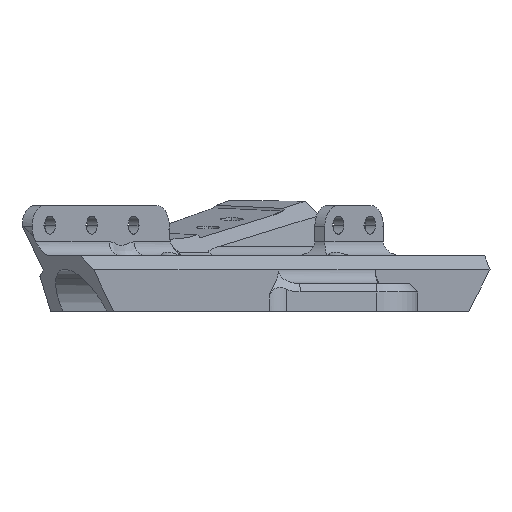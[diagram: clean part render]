
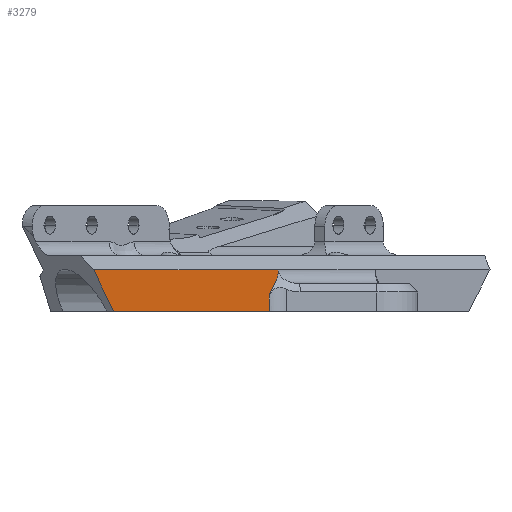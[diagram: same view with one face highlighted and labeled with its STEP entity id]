
A CAD part, left-side view. The second image highlights one B-rep face of the part: STEP entity #3279.
In plain terms, the highlighted planar face has unit normal (-0.6, -0.8, 0).
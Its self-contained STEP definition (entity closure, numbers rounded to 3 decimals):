
#1 = CARTESIAN_POINT ( 'NONE',  ( -1186.136, 659.635, -101.364 ) ) ;
#7 = CARTESIAN_POINT ( 'NONE',  ( -1186.119, 659.622, -101.323 ) ) ;
#13 = CARTESIAN_POINT ( 'NONE',  ( -1264.336, 718.278, -113.3 ) ) ;
#28 = CARTESIAN_POINT ( 'NONE',  ( -1186.093, 659.602, -101.261 ) ) ;
#32 = CARTESIAN_POINT ( 'NONE',  ( -1186.651, 660.02, -102.446 ) ) ;
#68 = CARTESIAN_POINT ( 'NONE',  ( -1186.068, 659.584, -101.199 ) ) ;
#69 = CARTESIAN_POINT ( 'NONE',  ( -1186.019, 659.547, -101.078 ) ) ;
#101 = CARTESIAN_POINT ( 'NONE',  ( -1185.988, 659.524, -100.998 ) ) ;
#127 = CARTESIAN_POINT ( 'NONE',  ( -1185.901, 659.458, -100.764 ) ) ;
#147 = CARTESIAN_POINT ( 'NONE',  ( -1186.651, 660.02, -102.446 ) ) ;
#159 = CARTESIAN_POINT ( 'NONE',  ( -1185.85, 659.42, -100.614 ) ) ;
#202 = CARTESIAN_POINT ( 'NONE',  ( -1185.803, 659.385, -100.464 ) ) ;
#235 = CARTESIAN_POINT ( 'NONE',  ( -1185.801, 659.383, -100.457 ) ) ;
#272 = CARTESIAN_POINT ( 'NONE',  ( -1185.797, 659.38, -100.445 ) ) ;
#307 = CARTESIAN_POINT ( 'NONE',  ( -1185.792, 659.376, -100.427 ) ) ;
#341 = CARTESIAN_POINT ( 'NONE',  ( -1185.779, 659.367, -100.386 ) ) ;
#353 = EDGE_CURVE ( 'NONE', #1557, #5777, #6430, .T. ) ;
#372 = CARTESIAN_POINT ( 'NONE',  ( -1185.755, 659.348, -100.303 ) ) ;
#378 = CARTESIAN_POINT ( 'NONE',  ( -1185.735, 659.334, -100.234 ) ) ;
#379 = CARTESIAN_POINT ( 'NONE',  ( -1185.698, 659.306, -100.095 ) ) ;
#390 = CARTESIAN_POINT ( 'NONE',  ( -1185.675, 659.289, -100.005 ) ) ;
#417 = CARTESIAN_POINT ( 'NONE',  ( -1185.614, 659.243, -99.737 ) ) ;
#437 = CARTESIAN_POINT ( 'NONE',  ( -1185.581, 659.219, -99.564 ) ) ;
#438 = CARTESIAN_POINT ( 'NONE',  ( -1185.552, 659.197, -99.371 ) ) ;
#459 = CARTESIAN_POINT ( 'NONE',  ( -1185.548, 659.194, -99.346 ) ) ;
#467 = CARTESIAN_POINT ( 'NONE',  ( -1185.542, 659.189, -99.3 ) ) ;
#496 = CARTESIAN_POINT ( 'NONE',  ( -1185.532, 659.182, -99.231 ) ) ;
#506 = CARTESIAN_POINT ( 'NONE',  ( -1185.524, 659.176, -99.162 ) ) ;
#527 = CARTESIAN_POINT ( 'NONE',  ( -1185.509, 659.164, -99.027 ) ) ;
#561 = CARTESIAN_POINT ( 'NONE',  ( -1185.501, 659.158, -98.937 ) ) ;
#586 = CARTESIAN_POINT ( 'NONE',  ( -1185.491, 659.151, -98.804 ) ) ;
#611 = CARTESIAN_POINT ( 'NONE',  ( -1185.488, 659.148, -98.756 ) ) ;
#619 = CARTESIAN_POINT ( 'NONE',  ( -1186.146, 659.642, -101.386 ) ) ;
#630 = CARTESIAN_POINT ( 'NONE',  ( -1185.483, 659.145, -98.664 ) ) ;
#640 = CARTESIAN_POINT ( 'NONE',  ( -1185.481, 659.143, -98.618 ) ) ;
#645 = CARTESIAN_POINT ( 'NONE',  ( -1185.475, 659.139, -98.3 ) ) ;
#689 = CARTESIAN_POINT ( 'NONE',  ( -1185.475, 659.138, -98.391 ) ) ;
#855 = CARTESIAN_POINT ( 'NONE',  ( -1185.476, 659.139, -98.482 ) ) ;
#1180 = B_SPLINE_CURVE_WITH_KNOTS ( 'NONE', 3,
 ( #6835, #4136, #3118, #2970, #2930, #2790, #2781, #2335, #2354, #2307, #2273, #1629, #1607, #1550 ),
 .UNSPECIFIED., .F., .F.,
 ( 4, 2, 2, 1, 1, 2, 2, 4 ),
 ( 0., 0.25, 0.375, 0.438, 0.469, 0.484, 0.5, 1. ),
 .UNSPECIFIED. ) ;
#1415 = CARTESIAN_POINT ( 'NONE',  ( -1189.784, 662.37, -113.3 ) ) ;
#1487 = CARTESIAN_POINT ( 'NONE',  ( -1186.291, 659.751, -101.724 ) ) ;
#1550 = CARTESIAN_POINT ( 'NONE',  ( -1189.784, 662.37, -107.333 ) ) ;
#1557 = VERTEX_POINT ( 'NONE', #4869 ) ;
#1607 = CARTESIAN_POINT ( 'NONE',  ( -1189.043, 661.814, -106.289 ) ) ;
#1629 = CARTESIAN_POINT ( 'NONE',  ( -1188.42, 661.349, -105.372 ) ) ;
#1760 = CARTESIAN_POINT ( 'NONE',  ( -1186.455, 659.874, -102.069 ) ) ;
#2273 = CARTESIAN_POINT ( 'NONE',  ( -1187.898, 660.957, -104.557 ) ) ;
#2307 = CARTESIAN_POINT ( 'NONE',  ( -1187.882, 660.945, -104.531 ) ) ;
#2335 = CARTESIAN_POINT ( 'NONE',  ( -1187.801, 660.884, -104.405 ) ) ;
#2354 = CARTESIAN_POINT ( 'NONE',  ( -1187.849, 660.92, -104.48 ) ) ;
#2571 = LINE ( 'NONE', #5549, #6736 ) ;
#2682 = VERTEX_POINT ( 'NONE', #1415 ) ;
#2781 = CARTESIAN_POINT ( 'NONE',  ( -1187.691, 660.801, -104.23 ) ) ;
#2790 = CARTESIAN_POINT ( 'NONE',  ( -1187.6, 660.733, -104.084 ) ) ;
#2930 = CARTESIAN_POINT ( 'NONE',  ( -1187.423, 660.6, -103.797 ) ) ;
#2970 = CARTESIAN_POINT ( 'NONE',  ( -1187.311, 660.516, -103.613 ) ) ;
#3072 = AXIS2_PLACEMENT_3D ( 'NONE', #7250, #7234, #7214 ) ;
#3118 = CARTESIAN_POINT ( 'NONE',  ( -1186.996, 660.279, -103.079 ) ) ;
#3279 = ADVANCED_FACE ( 'NONE', ( #8375 ), #7447, .F. ) ;
#4136 = CARTESIAN_POINT ( 'NONE',  ( -1186.812, 660.14, -102.75 ) ) ;
#4583 = EDGE_CURVE ( 'NONE', #6019, #2682, #2571, .T. ) ;
#4615 = ORIENTED_EDGE ( 'NONE', *, *, #4583, .F. ) ;
#4623 = ORIENTED_EDGE ( 'NONE', *, *, #4949, .T. ) ;
#4647 = ORIENTED_EDGE ( 'NONE', *, *, #353, .F. ) ;
#4650 = ORIENTED_EDGE ( 'NONE', *, *, #4952, .F. ) ;
#4658 = ORIENTED_EDGE ( 'NONE', *, *, #4967, .F. ) ;
#4869 = CARTESIAN_POINT ( 'NONE',  ( -1185.475, 659.139, -98.3 ) ) ;
#4949 = EDGE_CURVE ( 'NONE', #5842, #2682, #6360, .T. ) ;
#4952 = EDGE_CURVE ( 'NONE', #6257, #1557, #6420, .T. ) ;
#4967 = EDGE_CURVE ( 'NONE', #5842, #6257, #6345, .T. ) ;
#5346 = DIRECTION ( 'NONE',  ( 0.8, -0.6, 0. ) ) ;
#5362 = DIRECTION ( 'NONE',  ( 0.8, -0.6, 0. ) ) ;
#5377 = CARTESIAN_POINT ( 'NONE',  ( -1264.336, 718.278, -113.3 ) ) ;
#5386 = DIRECTION ( 'NONE',  ( -0.497, 0.373, 0.783 ) ) ;
#5423 = CARTESIAN_POINT ( 'NONE',  ( -1264.336, 718.278, -113.3 ) ) ;
#5549 = CARTESIAN_POINT ( 'NONE',  ( -1189.784, 662.37, -93.3 ) ) ;
#5639 = CARTESIAN_POINT ( 'NONE',  ( -1273.864, 725.424, -98.3 ) ) ;
#5654 = DIRECTION ( 'NONE',  ( 0., 0., -1. ) ) ;
#5777 = VERTEX_POINT ( 'NONE', #32 ) ;
#5816 = EDGE_LOOP ( 'NONE', ( #4623, #4615, #6563, #4647, #4650, #4658 ) ) ;
#5842 = VERTEX_POINT ( 'NONE', #13 ) ;
#6019 = VERTEX_POINT ( 'NONE', #7536 ) ;
#6257 = VERTEX_POINT ( 'NONE', #6606 ) ;
#6290 = EDGE_CURVE ( 'NONE', #5777, #6019, #1180, .T. ) ;
#6296 = VECTOR ( 'NONE', #5386, 1000. ) ;
#6317 = VECTOR ( 'NONE', #5346, 1000. ) ;
#6340 = VECTOR ( 'NONE', #5362, 1000. ) ;
#6345 = LINE ( 'NONE', #5377, #6296 ) ;
#6360 = LINE ( 'NONE', #5423, #6340 ) ;
#6420 = LINE ( 'NONE', #5639, #6317 ) ;
#6430 = B_SPLINE_CURVE_WITH_KNOTS ( 'NONE', 3,
 ( #645, #689, #855, #640, #630, #611, #586, #561, #527, #506, #496, #467, #459, #438, #437, #417, #390, #379, #378, #372, #341, #307, #272, #235, #202, #159, #127, #101, #69, #68, #28, #7, #1, #619, #1487, #1760, #147 ),
 .UNSPECIFIED., .F., .F.,
 ( 4, 2, 2, 2, 2, 1, 2, 2, 2, 2, 1, 1, 1, 2, 2, 2, 2, 1, 2, 2, 4 ),
 ( 0., 0.063, 0.094, 0.125, 0.188, 0.219, 0.234, 0.25, 0.375, 0.438, 0.469, 0.484, 0.492, 0.496, 0.5, 0.625, 0.688, 0.719, 0.734, 0.75, 1. ),
 .UNSPECIFIED. ) ;
#6563 = ORIENTED_EDGE ( 'NONE', *, *, #6290, .F. ) ;
#6606 = CARTESIAN_POINT ( 'NONE',  ( -1273.864, 725.424, -98.3 ) ) ;
#6736 = VECTOR ( 'NONE', #5654, 1000. ) ;
#6835 = CARTESIAN_POINT ( 'NONE',  ( -1186.651, 660.02, -102.446 ) ) ;
#7214 = DIRECTION ( 'NONE',  ( -0.8, 0.6, 0. ) ) ;
#7234 = DIRECTION ( 'NONE',  ( 0.6, 0.8, 0. ) ) ;
#7250 = CARTESIAN_POINT ( 'NONE',  ( -1302.397, 746.821, -93.3 ) ) ;
#7447 = PLANE ( 'NONE',  #3072 ) ;
#7536 = CARTESIAN_POINT ( 'NONE',  ( -1189.784, 662.37, -107.333 ) ) ;
#8375 = FACE_OUTER_BOUND ( 'NONE', #5816, .T. ) ;
